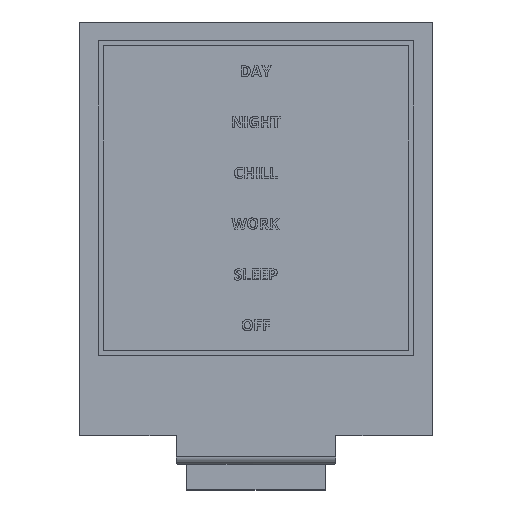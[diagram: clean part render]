
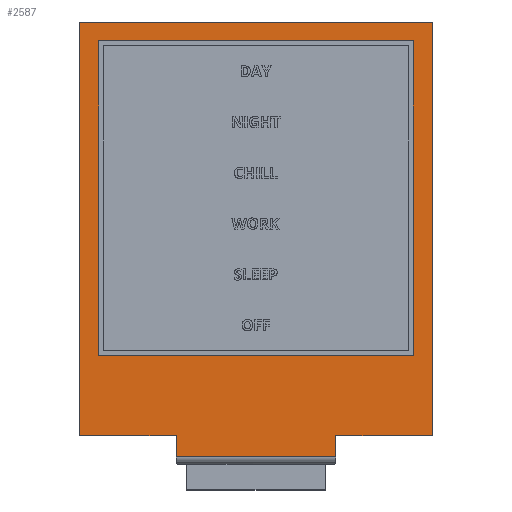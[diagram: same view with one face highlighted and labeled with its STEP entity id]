
A CAD part, top view. The second image highlights one B-rep face of the part: STEP entity #2587.
In plain terms, the highlighted planar face has unit normal (0, 0, 1).
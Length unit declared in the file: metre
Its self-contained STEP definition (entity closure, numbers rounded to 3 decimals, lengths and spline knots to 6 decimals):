
#815=ORIENTED_EDGE('',*,*,#1267,.F.);
#816=ORIENTED_EDGE('',*,*,#1266,.F.);
#817=ORIENTED_EDGE('',*,*,#1269,.T.);
#818=ORIENTED_EDGE('',*,*,#1268,.T.);
#819=ORIENTED_EDGE('',*,*,#1270,.F.);
#820=ORIENTED_EDGE('',*,*,#1274,.T.);
#821=ORIENTED_EDGE('',*,*,#1277,.T.);
#822=ORIENTED_EDGE('',*,*,#1282,.F.);
#823=ORIENTED_EDGE('',*,*,#1290,.T.);
#824=ORIENTED_EDGE('',*,*,#1291,.T.);
#825=ORIENTED_EDGE('',*,*,#1292,.F.);
#826=ORIENTED_EDGE('',*,*,#1284,.F.);
#1266=EDGE_CURVE('',#1665,#1666,#1913,.T.);
#1267=EDGE_CURVE('',#1666,#1667,#1914,.T.);
#1268=EDGE_CURVE('',#1668,#1667,#1915,.T.);
#1269=EDGE_CURVE('',#1665,#1668,#1916,.T.);
#1270=EDGE_CURVE('',#1669,#1670,#1917,.T.);
#1274=EDGE_CURVE('',#1669,#1673,#1921,.T.);
#1277=EDGE_CURVE('',#1673,#1675,#1924,.T.);
#1282=EDGE_CURVE('',#1679,#1675,#1929,.T.);
#1284=EDGE_CURVE('',#1670,#1680,#1931,.T.);
#1290=EDGE_CURVE('',#1679,#1685,#1937,.F.);
#1291=EDGE_CURVE('',#1685,#1686,#1938,.T.);
#1292=EDGE_CURVE('',#1680,#1686,#1939,.F.);
#1665=VERTEX_POINT('',#4251);
#1666=VERTEX_POINT('',#4252);
#1667=VERTEX_POINT('',#4254);
#1668=VERTEX_POINT('',#4256);
#1669=VERTEX_POINT('',#4260);
#1670=VERTEX_POINT('',#4261);
#1673=VERTEX_POINT('',#4269);
#1675=VERTEX_POINT('',#4275);
#1679=VERTEX_POINT('',#4284);
#1680=VERTEX_POINT('',#4288);
#1685=VERTEX_POINT('',#4301);
#1686=VERTEX_POINT('',#4303);
#1913=LINE('',#4250,#2177);
#1914=LINE('',#4253,#2178);
#1915=LINE('',#4255,#2179);
#1916=LINE('',#4257,#2180);
#1917=LINE('',#4259,#2181);
#1921=LINE('',#4268,#2185);
#1924=LINE('',#4274,#2188);
#1929=LINE('',#4285,#2193);
#1931=LINE('',#4287,#2195);
#1937=LINE('',#4300,#2201);
#1938=LINE('',#4302,#2202);
#1939=LINE('',#4304,#2203);
#2177=VECTOR('',#3198,1.);
#2178=VECTOR('',#3199,1.);
#2179=VECTOR('',#3200,1.);
#2180=VECTOR('',#3201,1.);
#2181=VECTOR('',#3204,1.);
#2185=VECTOR('',#3210,1.);
#2188=VECTOR('',#3215,1.);
#2193=VECTOR('',#3222,1.);
#2195=VECTOR('',#3224,1.);
#2201=VECTOR('',#3234,1.);
#2202=VECTOR('',#3235,1.);
#2203=VECTOR('',#3236,1.);
#2316=EDGE_LOOP('',(#815,#816,#817,#818));
#2317=EDGE_LOOP('',(#819,#820,#821,#822,#823,#824,#825,#826));
#2418=FACE_BOUND('',#2316,.T.);
#2419=FACE_BOUND('',#2317,.T.);
#2487=PLANE('',#2898);
#2587=ADVANCED_FACE('',(#2418,#2419),#2487,.T.);
#2898=AXIS2_PLACEMENT_3D('',#4299,#3232,#3233);
#3198=DIRECTION('',(-1.,0.,0.));
#3199=DIRECTION('',(0.,-1.,0.));
#3200=DIRECTION('',(-1.,0.,0.));
#3201=DIRECTION('',(0.,-1.,0.));
#3204=DIRECTION('',(0.,-1.,0.));
#3210=DIRECTION('',(-1.,0.,0.));
#3215=DIRECTION('',(0.,-1.,0.));
#3222=DIRECTION('',(-1.,0.,0.));
#3224=DIRECTION('',(-1.,0.,0.));
#3232=DIRECTION('',(0.,0.,1.));
#3233=DIRECTION('',(1.,0.,0.));
#3234=DIRECTION('',(0.,1.,0.));
#3235=DIRECTION('',(1.,0.,0.));
#3236=DIRECTION('',(0.,1.,0.));
#4250=CARTESIAN_POINT('',(0.,0.01696,0.));
#4251=CARTESIAN_POINT('',(0.0142,0.01696,0.));
#4252=CARTESIAN_POINT('',(-0.0142,0.01696,0.));
#4253=CARTESIAN_POINT('',(-0.0142,0.,0.));
#4254=CARTESIAN_POINT('',(-0.0142,-0.01144,0.));
#4255=CARTESIAN_POINT('',(0.,-0.01144,0.));
#4256=CARTESIAN_POINT('',(0.0142,-0.01144,0.));
#4257=CARTESIAN_POINT('',(0.0142,0.,0.));
#4259=CARTESIAN_POINT('',(0.0159,0.,0.));
#4260=CARTESIAN_POINT('',(0.0159,0.01866,0.));
#4261=CARTESIAN_POINT('',(0.0159,-0.01866,0.));
#4268=CARTESIAN_POINT('',(0.,0.01866,0.));
#4269=CARTESIAN_POINT('',(-0.0159,0.01866,0.));
#4274=CARTESIAN_POINT('',(-0.0159,0.,0.));
#4275=CARTESIAN_POINT('',(-0.0159,-0.01866,0.));
#4284=CARTESIAN_POINT('',(-0.00721,-0.01866,0.));
#4285=CARTESIAN_POINT('',(0.,-0.01866,0.));
#4287=CARTESIAN_POINT('',(0.,-0.01866,0.));
#4288=CARTESIAN_POINT('',(0.00721,-0.01866,0.));
#4299=CARTESIAN_POINT('',(0.,0.,0.));
#4300=CARTESIAN_POINT('',(-0.00721,-0.019661,0.));
#4301=CARTESIAN_POINT('',(-0.00721,-0.02056,0.));
#4302=CARTESIAN_POINT('',(-0.00721,-0.02056,0.));
#4303=CARTESIAN_POINT('',(0.00721,-0.02056,0.));
#4304=CARTESIAN_POINT('',(0.00721,-0.019661,0.));
